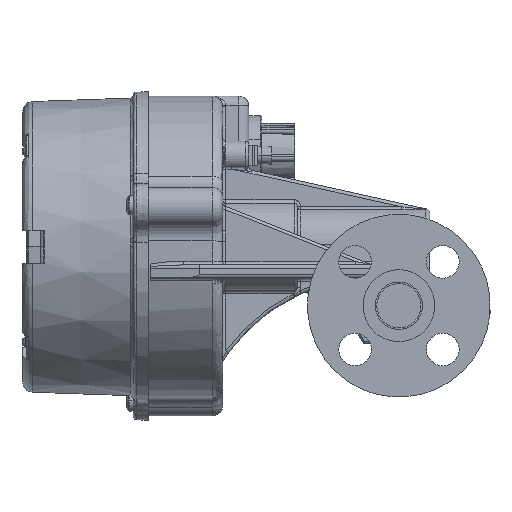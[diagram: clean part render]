
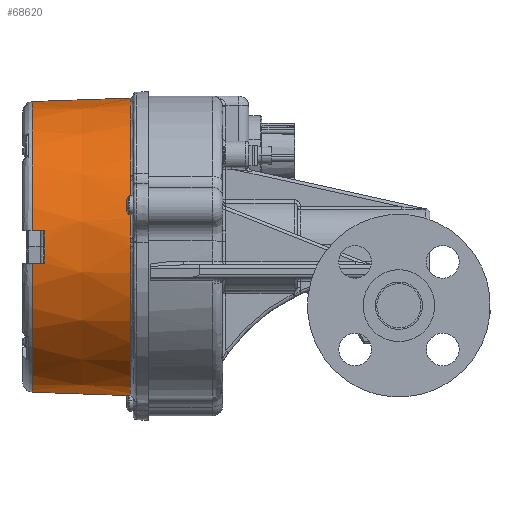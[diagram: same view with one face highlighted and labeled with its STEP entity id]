
A CAD part, left-side view. The second image highlights one B-rep face of the part: STEP entity #68620.
In plain terms, the highlighted conical face has half-angle 2 degrees and reference radius 72.337 mm.
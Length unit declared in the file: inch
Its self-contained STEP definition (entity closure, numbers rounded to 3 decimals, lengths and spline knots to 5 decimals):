
#3186 = ORIENTED_EDGE ( 'NONE', *, *, #3913, .T. ) ;
#3814 = CARTESIAN_POINT ( 'NONE',  ( 2.45573, 5.14657, 1.12525 ) ) ;
#3913 = EDGE_CURVE ( 'NONE', #36467, #71430, #91750, .T. ) ;
#5121 = AXIS2_PLACEMENT_3D ( 'NONE', #12250, #25392, #86921 ) ;
#5532 = FACE_OUTER_BOUND ( 'NONE', #70896, .T. ) ;
#7304 = AXIS2_PLACEMENT_3D ( 'NONE', #10269, #79339, #80324 ) ;
#7483 = DIRECTION ( 'NONE',  ( -1., 0., 0. ) ) ;
#8521 = CARTESIAN_POINT ( 'NONE',  ( 2.53889, 7.02377, 1.43775 ) ) ;
#9503 = EDGE_CURVE ( 'NONE', #33160, #11621, #56132, .T. ) ;
#10269 = CARTESIAN_POINT ( 'NONE',  ( 5.30364, 7.02377, 1.12525 ) ) ;
#11621 = VERTEX_POINT ( 'NONE', #51401 ) ;
#11816 = VERTEX_POINT ( 'NONE', #8521 ) ;
#12250 = CARTESIAN_POINT ( 'NONE',  ( 5.30364, 5.14657, 1.12525 ) ) ;
#12394 = VERTEX_POINT ( 'NONE', #44543 ) ;
#14535 = CARTESIAN_POINT ( 'NONE',  ( 2.76819, 5.14696, 2.42232 ) ) ;
#14768 = VERTEX_POINT ( 'NONE', #57761 ) ;
#15022 = ORIENTED_EDGE ( 'NONE', *, *, #43501, .T. ) ;
#15023 = CARTESIAN_POINT ( 'NONE',  ( 5.30364, 5.14657, 1.12525 ) ) ;
#15292 = VECTOR ( 'NONE', #96285, 39.37008 ) ;
#16130 = DIRECTION ( 'NONE',  ( 0., 1., 0. ) ) ;
#17006 = B_SPLINE_CURVE_WITH_KNOTS ( 'NONE', 3,
 ( #20408, #81946, #19419, #19915 ),
 .UNSPECIFIED., .F., .F.,
 ( 4, 4 ),
 ( 0., 0.00602 ),
 .UNSPECIFIED. ) ;
#17636 = CARTESIAN_POINT ( 'NONE',  ( 5.30364, 5.14657, 1.12525 ) ) ;
#18148 = ORIENTED_EDGE ( 'NONE', *, *, #29481, .F. ) ;
#19372 = AXIS2_PLACEMENT_3D ( 'NONE', #65491, #97270, #28660 ) ;
#19419 = CARTESIAN_POINT ( 'NONE',  ( 2.53334, 6.86574, 1.43775 ) ) ;
#19915 = CARTESIAN_POINT ( 'NONE',  ( 2.53056, 6.78672, 1.43775 ) ) ;
#20311 = DIRECTION ( 'NONE',  ( 0., -0.999, -0.035 ) ) ;
#20408 = CARTESIAN_POINT ( 'NONE',  ( 2.53889, 7.02377, 1.43775 ) ) ;
#24274 = VERTEX_POINT ( 'NONE', #50845 ) ;
#25392 = DIRECTION ( 'NONE',  ( 0., 1., 0. ) ) ;
#25409 = CARTESIAN_POINT ( 'NONE',  ( 2.4576, 5.14665, 1.23009 ) ) ;
#25414 = DIRECTION ( 'NONE',  ( -1., 0., 0. ) ) ;
#26974 = EDGE_CURVE ( 'NONE', #71430, #24274, #87231, .T. ) ;
#27708 = CARTESIAN_POINT ( 'NONE',  ( 5.30364, 5.14657, 3.97316 ) ) ;
#28660 = DIRECTION ( 'NONE',  ( 0., 0., -1. ) ) ;
#29031 = VERTEX_POINT ( 'NONE', #44069 ) ;
#29241 = CIRCLE ( 'NONE', #5121, 2.84791 ) ;
#29481 = EDGE_CURVE ( 'NONE', #12394, #82269, #42841, .T. ) ;
#29580 = CARTESIAN_POINT ( 'NONE',  ( 5.30364, 5.14704, 1.12525 ) ) ;
#30655 = ORIENTED_EDGE ( 'NONE', *, *, #26974, .T. ) ;
#30706 = CARTESIAN_POINT ( 'NONE',  ( 5.30364, 5.14657, 3.97316 ) ) ;
#31342 = EDGE_CURVE ( 'NONE', #14768, #33160, #58952, .T. ) ;
#32775 = CIRCLE ( 'NONE', #34345, 2.78236 ) ;
#33160 = VERTEX_POINT ( 'NONE', #65355 ) ;
#34345 = AXIS2_PLACEMENT_3D ( 'NONE', #79858, #95473, #25414 ) ;
#36169 = DIRECTION ( 'NONE',  ( -1., 0., 0. ) ) ;
#36467 = VERTEX_POINT ( 'NONE', #42393 ) ;
#37224 = CARTESIAN_POINT ( 'NONE',  ( 2.79821, 5.14657, 2.47928 ) ) ;
#41305 = DIRECTION ( 'NONE',  ( -1., 0., 0. ) ) ;
#41629 = ORIENTED_EDGE ( 'NONE', *, *, #94406, .T. ) ;
#42393 = CARTESIAN_POINT ( 'NONE',  ( 2.45686, 5.14657, 1.20534 ) ) ;
#42504 = LINE ( 'NONE', #73256, #81350 ) ;
#42841 = LINE ( 'NONE', #27708, #15292 ) ;
#43501 = EDGE_CURVE ( 'NONE', #82761, #82269, #29241, .T. ) ;
#44069 = CARTESIAN_POINT ( 'NONE',  ( 5.30364, 5.14657, -1.72266 ) ) ;
#44543 = CARTESIAN_POINT ( 'NONE',  ( 5.30364, 7.02377, 3.9076 ) ) ;
#48519 = CARTESIAN_POINT ( 'NONE',  ( 2.53611, 6.94475, 0.81275 ) ) ;
#48617 = CARTESIAN_POINT ( 'NONE',  ( 2.46078, 5.14704, 1.2944 ) ) ;
#49998 = ORIENTED_EDGE ( 'NONE', *, *, #31342, .T. ) ;
#50845 = CARTESIAN_POINT ( 'NONE',  ( 2.75707, 5.14704, 2.40019 ) ) ;
#51277 = EDGE_CURVE ( 'NONE', #24274, #82761, #79027, .T. ) ;
#51401 = CARTESIAN_POINT ( 'NONE',  ( 2.53889, 7.02377, 0.81275 ) ) ;
#53631 = EDGE_CURVE ( 'NONE', #11621, #78563, #32775, .T. ) ;
#53716 = ORIENTED_EDGE ( 'NONE', *, *, #92751, .T. ) ;
#54763 = AXIS2_PLACEMENT_3D ( 'NONE', #17636, #16130, #41305 ) ;
#55818 = ORIENTED_EDGE ( 'NONE', *, *, #51277, .T. ) ;
#56132 = B_SPLINE_CURVE_WITH_KNOTS ( 'NONE', 3,
 ( #58508, #89297, #48519, #79278 ),
 .UNSPECIFIED., .F., .F.,
 ( 4, 4 ),
 ( 0., 0.00602 ),
 .UNSPECIFIED. ) ;
#56481 = EDGE_CURVE ( 'NONE', #11816, #14768, #17006, .T. ) ;
#57059 = ORIENTED_EDGE ( 'NONE', *, *, #79374, .T. ) ;
#57268 = EDGE_CURVE ( 'NONE', #78563, #29031, #42504, .T. ) ;
#57761 = CARTESIAN_POINT ( 'NONE',  ( 2.53056, 6.78672, 1.43775 ) ) ;
#58122 = CARTESIAN_POINT ( 'NONE',  ( 2.45686, 5.14657, 1.20534 ) ) ;
#58508 = CARTESIAN_POINT ( 'NONE',  ( 2.53056, 6.78672, 0.81275 ) ) ;
#58952 = CIRCLE ( 'NONE', #79941, 2.79063 ) ;
#60171 = ORIENTED_EDGE ( 'NONE', *, *, #53631, .T. ) ;
#61852 = ORIENTED_EDGE ( 'NONE', *, *, #56481, .T. ) ;
#62858 = CONICAL_SURFACE ( 'NONE', #19372, 2.84791, 0.035 ) ;
#63424 = CARTESIAN_POINT ( 'NONE',  ( 5.30364, 7.02377, -1.65711 ) ) ;
#65182 = CIRCLE ( 'NONE', #7304, 2.78236 ) ;
#65355 = CARTESIAN_POINT ( 'NONE',  ( 2.53056, 6.78672, 0.81275 ) ) ;
#65491 = CARTESIAN_POINT ( 'NONE',  ( 5.30364, 5.14657, 1.12525 ) ) ;
#67956 = CARTESIAN_POINT ( 'NONE',  ( 2.78647, 5.14665, 2.45747 ) ) ;
#68620 = ADVANCED_FACE ( 'NONE', ( #5532 ), #62858, .T. ) ;
#69433 = AXIS2_PLACEMENT_3D ( 'NONE', #15023, #76542, #7483 ) ;
#70896 = EDGE_LOOP ( 'NONE', ( #18148, #57059, #61852, #49998, #99307, #60171, #82578, #53716, #41629, #3186, #30655, #55818, #15022 ) ) ;
#71430 = VERTEX_POINT ( 'NONE', #81415 ) ;
#73256 = CARTESIAN_POINT ( 'NONE',  ( 5.30364, 5.14657, -1.72266 ) ) ;
#74254 = CIRCLE ( 'NONE', #69433, 2.84791 ) ;
#75042 = CARTESIAN_POINT ( 'NONE',  ( 2.76151, 5.14704, 2.40905 ) ) ;
#75936 = AXIS2_PLACEMENT_3D ( 'NONE', #29580, #91635, #36169 ) ;
#76542 = DIRECTION ( 'NONE',  ( 0., 1., 0. ) ) ;
#78563 = VERTEX_POINT ( 'NONE', #63424 ) ;
#79027 = B_SPLINE_CURVE_WITH_KNOTS ( 'NONE', 3,
 ( #99216, #75042, #14535, #67956, #97736, #37224 ),
 .UNSPECIFIED., .F., .F.,
 ( 4, 2, 4 ),
 ( 0., 0.5, 1. ),
 .UNSPECIFIED. ) ;
#79278 = CARTESIAN_POINT ( 'NONE',  ( 2.53889, 7.02377, 0.81275 ) ) ;
#79339 = DIRECTION ( 'NONE',  ( 0., -1., 0. ) ) ;
#79374 = EDGE_CURVE ( 'NONE', #12394, #11816, #65182, .T. ) ;
#79858 = CARTESIAN_POINT ( 'NONE',  ( 5.30364, 7.02377, 1.12525 ) ) ;
#79941 = AXIS2_PLACEMENT_3D ( 'NONE', #87276, #94340, #80212 ) ;
#80212 = DIRECTION ( 'NONE',  ( 0., 0., -1. ) ) ;
#80324 = DIRECTION ( 'NONE',  ( -1., 0., 0. ) ) ;
#80360 = CARTESIAN_POINT ( 'NONE',  ( 2.45714, 5.14657, 1.21524 ) ) ;
#81350 = VECTOR ( 'NONE', #20311, 39.37008 ) ;
#81415 = CARTESIAN_POINT ( 'NONE',  ( 2.46078, 5.14704, 1.2944 ) ) ;
#81946 = CARTESIAN_POINT ( 'NONE',  ( 2.53611, 6.94475, 1.43775 ) ) ;
#82195 = CIRCLE ( 'NONE', #54763, 2.84791 ) ;
#82269 = VERTEX_POINT ( 'NONE', #30706 ) ;
#82578 = ORIENTED_EDGE ( 'NONE', *, *, #57268, .T. ) ;
#82761 = VERTEX_POINT ( 'NONE', #92862 ) ;
#86921 = DIRECTION ( 'NONE',  ( -1., 0., 0. ) ) ;
#86933 = CARTESIAN_POINT ( 'NONE',  ( 2.45934, 5.14696, 1.26967 ) ) ;
#87231 = CIRCLE ( 'NONE', #75936, 2.84789 ) ;
#87276 = CARTESIAN_POINT ( 'NONE',  ( 5.30364, 6.78672, 1.12525 ) ) ;
#88901 = CARTESIAN_POINT ( 'NONE',  ( 2.46019, 5.14704, 1.28451 ) ) ;
#89297 = CARTESIAN_POINT ( 'NONE',  ( 2.53334, 6.86574, 0.81275 ) ) ;
#90967 = VERTEX_POINT ( 'NONE', #3814 ) ;
#91635 = DIRECTION ( 'NONE',  ( 0., 1., 0. ) ) ;
#91750 = B_SPLINE_CURVE_WITH_KNOTS ( 'NONE', 3,
 ( #58122, #80360, #25409, #86933, #88901, #48617 ),
 .UNSPECIFIED., .F., .F.,
 ( 4, 2, 4 ),
 ( 0., 0.5, 1. ),
 .UNSPECIFIED. ) ;
#92751 = EDGE_CURVE ( 'NONE', #29031, #90967, #82195, .T. ) ;
#92862 = CARTESIAN_POINT ( 'NONE',  ( 2.79821, 5.14657, 2.47928 ) ) ;
#94340 = DIRECTION ( 'NONE',  ( 0., -1., 0. ) ) ;
#94406 = EDGE_CURVE ( 'NONE', #90967, #36467, #74254, .T. ) ;
#95473 = DIRECTION ( 'NONE',  ( 0., -1., 0. ) ) ;
#96285 = DIRECTION ( 'NONE',  ( 0., -0.999, 0.035 ) ) ;
#97270 = DIRECTION ( 'NONE',  ( 0., -1., 0. ) ) ;
#97736 = CARTESIAN_POINT ( 'NONE',  ( 2.7935, 5.14657, 2.47056 ) ) ;
#99216 = CARTESIAN_POINT ( 'NONE',  ( 2.75707, 5.14704, 2.40019 ) ) ;
#99307 = ORIENTED_EDGE ( 'NONE', *, *, #9503, .T. ) ;
